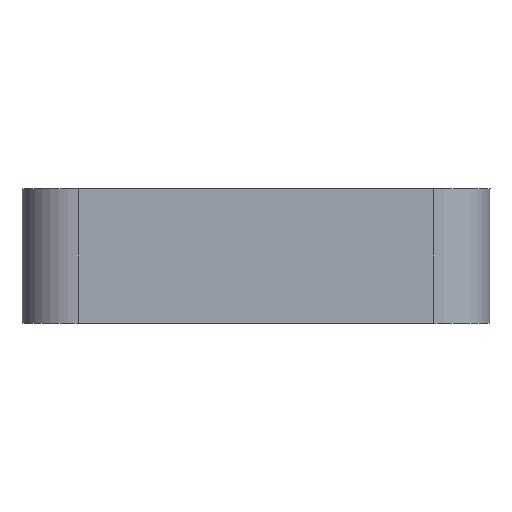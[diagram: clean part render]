
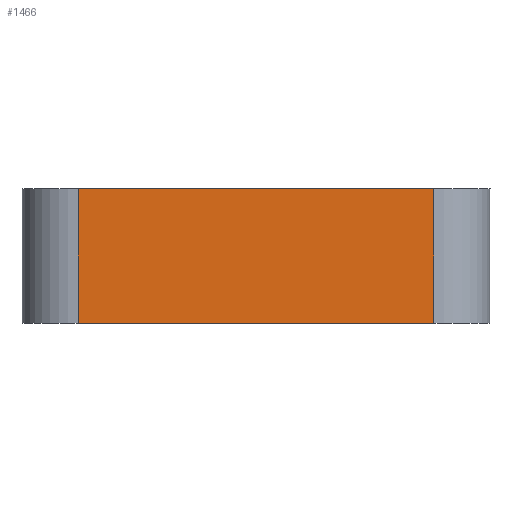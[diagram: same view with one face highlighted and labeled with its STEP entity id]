
A CAD part, left-side view. The second image highlights one B-rep face of the part: STEP entity #1466.
In plain terms, the highlighted planar face has unit normal (-1, 0, 0).
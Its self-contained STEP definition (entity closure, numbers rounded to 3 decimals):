
#86=PLANE('',#1699);
#159=FACE_OUTER_BOUND('',#257,.T.);
#257=EDGE_LOOP('',(#1278,#1279,#1280,#1281));
#340=LINE('',#2616,#412);
#346=LINE('',#2635,#418);
#347=LINE('',#2638,#419);
#348=LINE('',#2639,#420);
#412=VECTOR('',#2166,10.);
#418=VECTOR('',#2186,10.);
#419=VECTOR('',#2189,10.);
#420=VECTOR('',#2190,10.);
#710=VERTEX_POINT('',#2613);
#711=VERTEX_POINT('',#2615);
#717=VERTEX_POINT('',#2633);
#718=VERTEX_POINT('',#2637);
#914=EDGE_CURVE('',#710,#711,#340,.T.);
#924=EDGE_CURVE('',#710,#717,#346,.T.);
#925=EDGE_CURVE('',#718,#717,#347,.T.);
#926=EDGE_CURVE('',#711,#718,#348,.T.);
#1278=ORIENTED_EDGE('',*,*,#924,.T.);
#1279=ORIENTED_EDGE('',*,*,#925,.F.);
#1280=ORIENTED_EDGE('',*,*,#926,.F.);
#1281=ORIENTED_EDGE('',*,*,#914,.F.);
#1466=ADVANCED_FACE('',(#159),#86,.T.);
#1699=AXIS2_PLACEMENT_3D('',#2636,#2187,#2188);
#2166=DIRECTION('',(0.,-1.,0.));
#2186=DIRECTION('',(0.,0.,-1.));
#2187=DIRECTION('center_axis',(-1.,0.,0.));
#2188=DIRECTION('ref_axis',(0.,1.,0.));
#2189=DIRECTION('',(0.,1.,0.));
#2190=DIRECTION('',(0.,0.,-1.));
#2613=CARTESIAN_POINT('',(-22.7,17.25,6.21));
#2615=CARTESIAN_POINT('',(-22.7,-17.25,6.21));
#2616=CARTESIAN_POINT('',(-22.7,17.25,6.21));
#2633=CARTESIAN_POINT('',(-22.7,17.25,-6.79));
#2635=CARTESIAN_POINT('',(-22.7,17.25,-0.79));
#2636=CARTESIAN_POINT('Origin',(-22.7,-17.25,-0.79));
#2637=CARTESIAN_POINT('',(-22.7,-17.25,-6.79));
#2638=CARTESIAN_POINT('',(-22.7,-17.25,-6.79));
#2639=CARTESIAN_POINT('',(-22.7,-17.25,-0.79));
